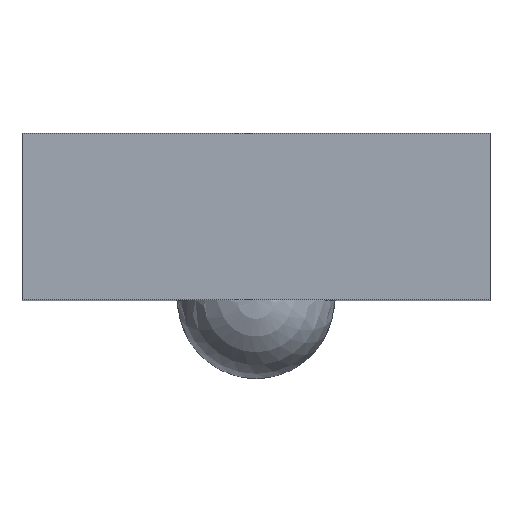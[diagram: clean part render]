
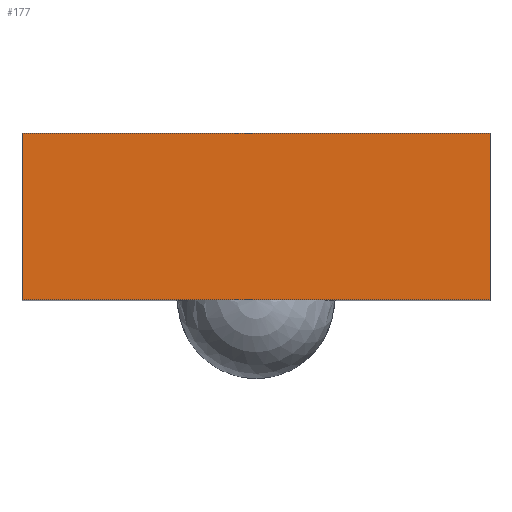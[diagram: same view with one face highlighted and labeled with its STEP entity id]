
A CAD part, top view. The second image highlights one B-rep face of the part: STEP entity #177.
In plain terms, the highlighted planar face has unit normal (0, 0, 1).
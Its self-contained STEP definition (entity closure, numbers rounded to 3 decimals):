
#23=VERTEX_POINT('',#24);
#24=CARTESIAN_POINT('',(-0.98,0.8,8.7));
#28=ORIENTED_EDGE('',*,*,#29,.T.);
#29=EDGE_CURVE('',#23,#30,#32,.T.);
#30=VERTEX_POINT('',#31);
#31=CARTESIAN_POINT('',(-0.98,-0.8,8.7));
#32=LINE('',#24,#33);
#33=VECTOR('',#34,1.);
#34=DIRECTION('',(0.,-1.,0.));
#53=VERTEX_POINT('',#54);
#54=CARTESIAN_POINT('',(3.52,0.8,8.7));
#56=ORIENTED_EDGE('',*,*,#57,.T.);
#57=EDGE_CURVE('',#53,#23,#58,.T.);
#58=LINE('',#54,#59);
#59=VECTOR('',#60,1.);
#60=DIRECTION('',(-1.,0.,0.));
#68=DIRECTION('',(-1.,0.,0.));
#73=ORIENTED_EDGE('',*,*,#74,.T.);
#74=EDGE_CURVE('',#30,#75,#77,.T.);
#75=VERTEX_POINT('',#76);
#76=CARTESIAN_POINT('',(3.52,-0.8,8.7));
#77=LINE('',#31,#78);
#78=VECTOR('',#79,1.);
#79=DIRECTION('',(1.,0.,0.));
#116=VECTOR('',#117,1.);
#117=DIRECTION('',(0.,1.,0.));
#176=DIRECTION('',(0.,0.,-1.));
#177=ADVANCED_FACE('',(#178),#183,.F.);
#178=FACE_BOUND('',#179,.T.);
#179=EDGE_LOOP('',(#73,#180,#56,#28));
#180=ORIENTED_EDGE('',*,*,#181,.T.);
#181=EDGE_CURVE('',#75,#53,#182,.T.);
#182=LINE('',#76,#116);
#183=PLANE('',#184);
#184=AXIS2_PLACEMENT_3D('',#31,#176,#68);
